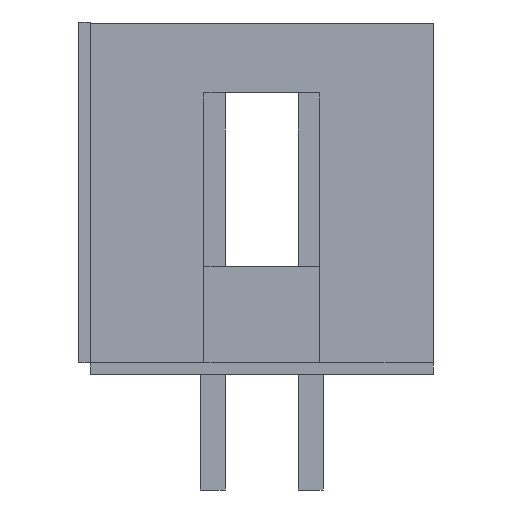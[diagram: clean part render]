
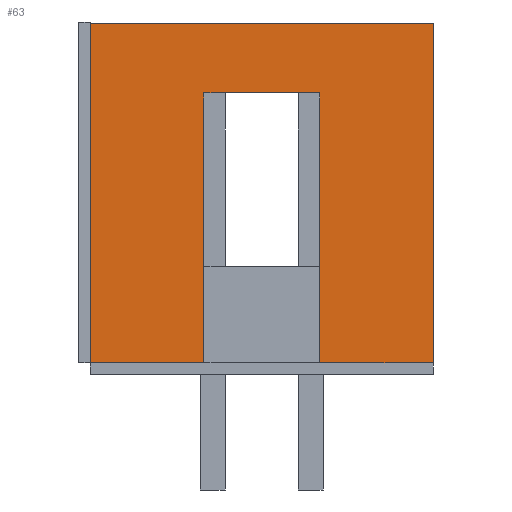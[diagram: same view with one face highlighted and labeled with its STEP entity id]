
A CAD part, left-side view. The second image highlights one B-rep face of the part: STEP entity #63.
In plain terms, the highlighted planar face has unit normal (-1, 0, 0).
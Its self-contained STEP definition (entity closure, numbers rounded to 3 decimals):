
#17 = EDGE_CURVE ( 'NONE', #70, #54, #445, .T. ) ;
#19 = ORIENTED_EDGE ( 'NONE', *, *, #17, .T. ) ;
#28 = EDGE_CURVE ( 'NONE', #36, #70, #434, .T. ) ;
#29 = ORIENTED_EDGE ( 'NONE', *, *, #41, .T. ) ;
#36 = VERTEX_POINT ( 'NONE', #365 ) ;
#41 = EDGE_CURVE ( 'NONE', #2266, #36, #410, .T. ) ;
#46 = EDGE_CURVE ( 'NONE', #54, #2236, #403, .T. ) ;
#52 = ORIENTED_EDGE ( 'NONE', *, *, #28, .T. ) ;
#53 = ORIENTED_EDGE ( 'NONE', *, *, #46, .T. ) ;
#54 = VERTEX_POINT ( 'NONE', #404 ) ;
#56 = ORIENTED_EDGE ( 'NONE', *, *, #71, .F. ) ;
#58 = EDGE_LOOP ( 'NONE', ( #53, #67, #61, #56, #68, #29, #52, #19 ) ) ;
#61 = ORIENTED_EDGE ( 'NONE', *, *, #62, .F. ) ;
#62 = EDGE_CURVE ( 'NONE', #64, #2286, #584, .T. ) ;
#63 = ADVANCED_FACE ( 'NONE', ( #544 ), #567, .F. ) ;
#64 = VERTEX_POINT ( 'NONE', #537 ) ;
#67 = ORIENTED_EDGE ( 'NONE', *, *, #2281, .T. ) ;
#68 = ORIENTED_EDGE ( 'NONE', *, *, #2294, .T. ) ;
#70 = VERTEX_POINT ( 'NONE', #570 ) ;
#71 = EDGE_CURVE ( 'NONE', #2265, #64, #479, .T. ) ;
#361 = DIRECTION ( 'NONE',  ( 0., 0., 1. ) ) ;
#362 = VECTOR ( 'NONE', #361, 1000. ) ;
#363 = CARTESIAN_POINT ( 'NONE',  ( 0., 5.95, 8.8 ) ) ;
#365 = CARTESIAN_POINT ( 'NONE',  ( 0., 5.95, 0. ) ) ;
#403 = LINE ( 'NONE', #462, #461 ) ;
#404 = CARTESIAN_POINT ( 'NONE',  ( 0., 2.95, 7. ) ) ;
#407 = DIRECTION ( 'NONE',  ( 0., -1., 0. ) ) ;
#408 = VECTOR ( 'NONE', #407, 1000. ) ;
#409 = CARTESIAN_POINT ( 'NONE',  ( 0., 0., 0. ) ) ;
#410 = LINE ( 'NONE', #409, #408 ) ;
#434 = LINE ( 'NONE', #363, #362 ) ;
#442 = DIRECTION ( 'NONE',  ( 0., -1., 0. ) ) ;
#443 = VECTOR ( 'NONE', #442, 1000. ) ;
#444 = CARTESIAN_POINT ( 'NONE',  ( 0., 0., 7. ) ) ;
#445 = LINE ( 'NONE', #444, #443 ) ;
#460 = DIRECTION ( 'NONE',  ( 0., 0., -1. ) ) ;
#461 = VECTOR ( 'NONE', #460, 1000. ) ;
#462 = CARTESIAN_POINT ( 'NONE',  ( 0., 2.95, 8.8 ) ) ;
#479 = LINE ( 'NONE', #510, #509 ) ;
#481 = DIRECTION ( 'NONE',  ( 0., 0., -1. ) ) ;
#482 = DIRECTION ( 'NONE',  ( 1., 0., 0. ) ) ;
#484 = VECTOR ( 'NONE', #540, 1000. ) ;
#508 = DIRECTION ( 'NONE',  ( 0., -1., 0. ) ) ;
#509 = VECTOR ( 'NONE', #508, 1000. ) ;
#510 = CARTESIAN_POINT ( 'NONE',  ( 0., 0., 8.8 ) ) ;
#537 = CARTESIAN_POINT ( 'NONE',  ( 0., 0., 8.8 ) ) ;
#539 = AXIS2_PLACEMENT_3D ( 'NONE', #591, #482, #481 ) ;
#540 = DIRECTION ( 'NONE',  ( 0., 0., -1. ) ) ;
#544 = FACE_OUTER_BOUND ( 'NONE', #58, .T. ) ;
#567 = PLANE ( 'NONE',  #539 ) ;
#570 = CARTESIAN_POINT ( 'NONE',  ( 0., 5.95, 7. ) ) ;
#583 = CARTESIAN_POINT ( 'NONE',  ( 0., 0., 8.8 ) ) ;
#584 = LINE ( 'NONE', #583, #484 ) ;
#591 = CARTESIAN_POINT ( 'NONE',  ( 0., 0., 8.8 ) ) ;
#1212 = CARTESIAN_POINT ( 'NONE',  ( 0., 2.95, 0. ) ) ;
#1322 = CARTESIAN_POINT ( 'NONE',  ( 0., 8.9, 0. ) ) ;
#1324 = DIRECTION ( 'NONE',  ( 0., 0., -1. ) ) ;
#1325 = VECTOR ( 'NONE', #1324, 1000. ) ;
#1326 = CARTESIAN_POINT ( 'NONE',  ( 0., 8.9, 8.8 ) ) ;
#1327 = LINE ( 'NONE', #1326, #1325 ) ;
#1347 = CARTESIAN_POINT ( 'NONE',  ( 0., 0., 0. ) ) ;
#1372 = DIRECTION ( 'NONE',  ( 0., -1., 0. ) ) ;
#1373 = VECTOR ( 'NONE', #1372, 1000. ) ;
#1374 = CARTESIAN_POINT ( 'NONE',  ( 0., 0., 0. ) ) ;
#1375 = LINE ( 'NONE', #1374, #1373 ) ;
#1395 = CARTESIAN_POINT ( 'NONE',  ( 0., 8.9, 8.8 ) ) ;
#2236 = VERTEX_POINT ( 'NONE', #1212 ) ;
#2265 = VERTEX_POINT ( 'NONE', #1395 ) ;
#2266 = VERTEX_POINT ( 'NONE', #1322 ) ;
#2281 = EDGE_CURVE ( 'NONE', #2236, #2286, #1375, .T. ) ;
#2286 = VERTEX_POINT ( 'NONE', #1347 ) ;
#2294 = EDGE_CURVE ( 'NONE', #2265, #2266, #1327, .T. ) ;
